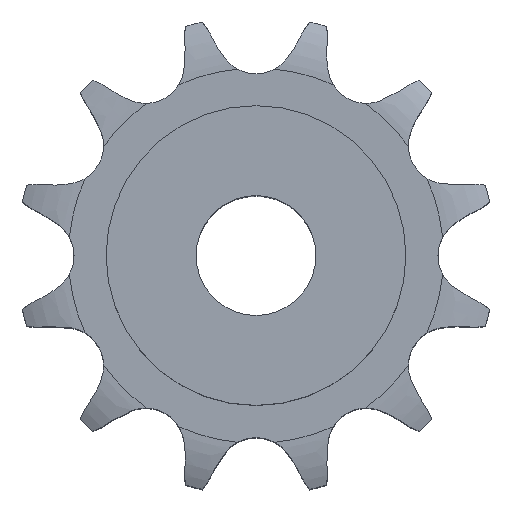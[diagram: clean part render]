
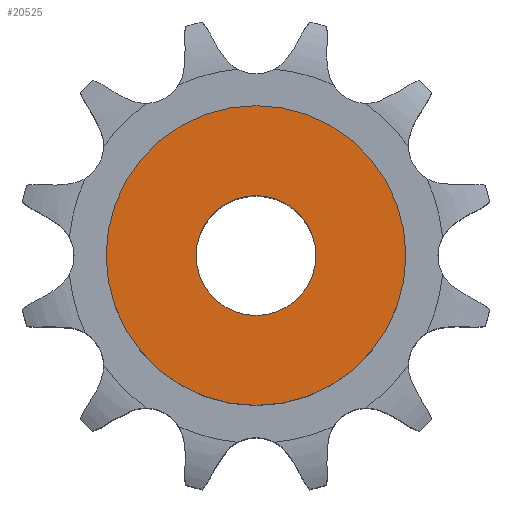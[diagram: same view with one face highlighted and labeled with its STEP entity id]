
A CAD part, top view. The second image highlights one B-rep face of the part: STEP entity #20525.
In plain terms, the highlighted planar face has unit normal (0, 0, 1).
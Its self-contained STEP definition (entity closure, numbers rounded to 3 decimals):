
#11083 = CYLINDRICAL_SURFACE('',#11084,5.);
#11084 = AXIS2_PLACEMENT_3D('',#11085,#11086,#11087);
#11085 = CARTESIAN_POINT('',(0.,0.,74.444));
#11086 = DIRECTION('',(0.,0.,1.));
#11087 = DIRECTION('',(1.,0.,0.));
#14055 = EDGE_CURVE('',#14056,#14056,#14058,.T.);
#14056 = VERTEX_POINT('',#14057);
#14057 = CARTESIAN_POINT('',(5.,0.,35.));
#14058 = SURFACE_CURVE('',#14059,(#14064,#14071),.PCURVE_S1.);
#14059 = CIRCLE('',#14060,5.);
#14060 = AXIS2_PLACEMENT_3D('',#14061,#14062,#14063);
#14061 = CARTESIAN_POINT('',(0.,0.,35.));
#14062 = DIRECTION('',(0.,0.,1.));
#14063 = DIRECTION('',(1.,0.,0.));
#14064 = PCURVE('',#11083,#14065);
#14065 = DEFINITIONAL_REPRESENTATION('',(#14066),#14070);
#14066 = LINE('',#14067,#14068);
#14067 = CARTESIAN_POINT('',(0.,-39.444));
#14068 = VECTOR('',#14069,1.);
#14069 = DIRECTION('',(1.,0.));
#14070 = ( GEOMETRIC_REPRESENTATION_CONTEXT(2) 
PARAMETRIC_REPRESENTATION_CONTEXT() REPRESENTATION_CONTEXT('2D SPACE',''
  ) );
#14071 = PCURVE('',#14072,#14077);
#14072 = PLANE('',#14073);
#14073 = AXIS2_PLACEMENT_3D('',#14074,#14075,#14076);
#14074 = CARTESIAN_POINT('',(0.,0.,35.)
  );
#14075 = DIRECTION('',(0.,0.,1.));
#14076 = DIRECTION('',(1.,0.,0.));
#14077 = DEFINITIONAL_REPRESENTATION('',(#14078),#14082);
#14078 = CIRCLE('',#14079,5.);
#14079 = AXIS2_PLACEMENT_2D('',#14080,#14081);
#14080 = CARTESIAN_POINT('',(0.,0.));
#14081 = DIRECTION('',(1.,0.));
#14082 = ( GEOMETRIC_REPRESENTATION_CONTEXT(2) 
PARAMETRIC_REPRESENTATION_CONTEXT() REPRESENTATION_CONTEXT('2D SPACE',''
  ) );
#20525 = ADVANCED_FACE('',(#20526,#20557),#14072,.T.);
#20526 = FACE_BOUND('',#20527,.T.);
#20527 = EDGE_LOOP('',(#20528));
#20528 = ORIENTED_EDGE('',*,*,#20529,.T.);
#20529 = EDGE_CURVE('',#20530,#20530,#20532,.T.);
#20530 = VERTEX_POINT('',#20531);
#20531 = CARTESIAN_POINT('',(12.5,0.,35.));
#20532 = SURFACE_CURVE('',#20533,(#20538,#20545),.PCURVE_S1.);
#20533 = CIRCLE('',#20534,12.5);
#20534 = AXIS2_PLACEMENT_3D('',#20535,#20536,#20537);
#20535 = CARTESIAN_POINT('',(0.,0.,35.));
#20536 = DIRECTION('',(0.,0.,1.));
#20537 = DIRECTION('',(1.,0.,0.));
#20538 = PCURVE('',#14072,#20539);
#20539 = DEFINITIONAL_REPRESENTATION('',(#20540),#20544);
#20540 = CIRCLE('',#20541,12.5);
#20541 = AXIS2_PLACEMENT_2D('',#20542,#20543);
#20542 = CARTESIAN_POINT('',(0.,0.));
#20543 = DIRECTION('',(1.,0.));
#20544 = ( GEOMETRIC_REPRESENTATION_CONTEXT(2) 
PARAMETRIC_REPRESENTATION_CONTEXT() REPRESENTATION_CONTEXT('2D SPACE',''
  ) );
#20545 = PCURVE('',#20546,#20551);
#20546 = CYLINDRICAL_SURFACE('',#20547,12.5);
#20547 = AXIS2_PLACEMENT_3D('',#20548,#20549,#20550);
#20548 = CARTESIAN_POINT('',(0.,0.,0.));
#20549 = DIRECTION('',(-0.,-0.,-1.));
#20550 = DIRECTION('',(1.,0.,0.));
#20551 = DEFINITIONAL_REPRESENTATION('',(#20552),#20556);
#20552 = LINE('',#20553,#20554);
#20553 = CARTESIAN_POINT('',(-0.,-35.));
#20554 = VECTOR('',#20555,1.);
#20555 = DIRECTION('',(-1.,0.));
#20556 = ( GEOMETRIC_REPRESENTATION_CONTEXT(2) 
PARAMETRIC_REPRESENTATION_CONTEXT() REPRESENTATION_CONTEXT('2D SPACE',''
  ) );
#20557 = FACE_BOUND('',#20558,.T.);
#20558 = EDGE_LOOP('',(#20559));
#20559 = ORIENTED_EDGE('',*,*,#14055,.F.);
